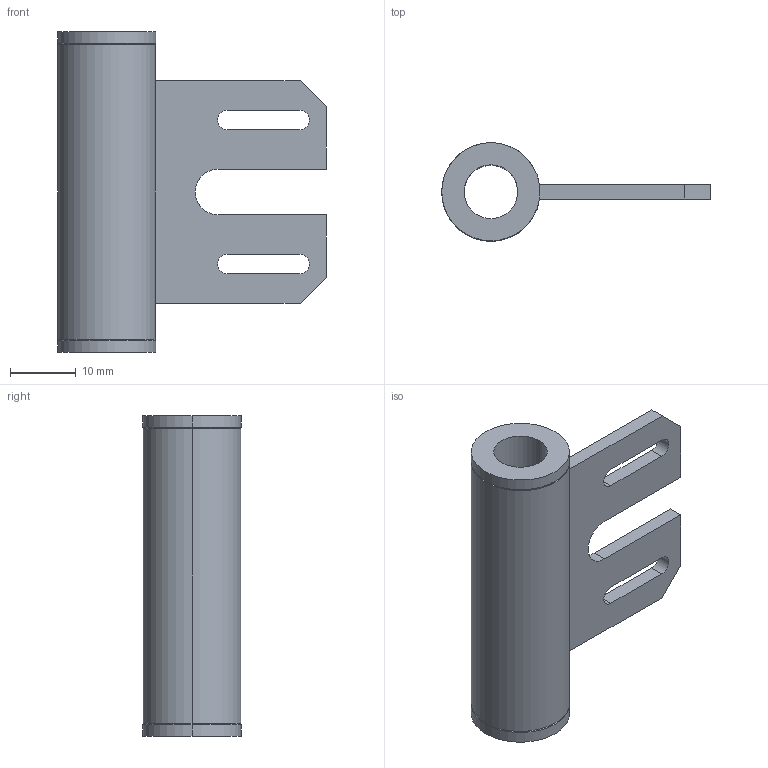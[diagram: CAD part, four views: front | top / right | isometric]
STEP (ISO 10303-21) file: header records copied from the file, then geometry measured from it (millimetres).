
FILE_DESCRIPTION (( 'STEP AP214' ), '1' );
FILE_NAME ('GS-ZN_D-V180-OS.STEP', '2022-02-07T12:44:55', ( '' ), ( '' ), 'SwSTEP 2.0', 'SolidWorks 2019', '' );
FILE_SCHEMA (( 'AUTOMOTIVE_DESIGN' ));
Length unit declared in the file: millimetre
Products named in the file (1): GS-ZN_D-V180-OS
Bounding box: 41 x 15 x 49 mm (x, y, z)
Volume: 7507 mm3; surface area: 5480.5 mm2
Topology: 1 solids, 1 shells, 37 faces, 91 edges, 58 vertices
Faces by surface type: plane 20, cylinder 13, cone 4
Entity records: 1137 total; most frequent: DIRECTION 197, CARTESIAN_POINT 187, ORIENTED_EDGE 182, EDGE_CURVE 91, AXIS2_PLACEMENT_3D 68, LINE 61, VECTOR 61, VERTEX_POINT 58
